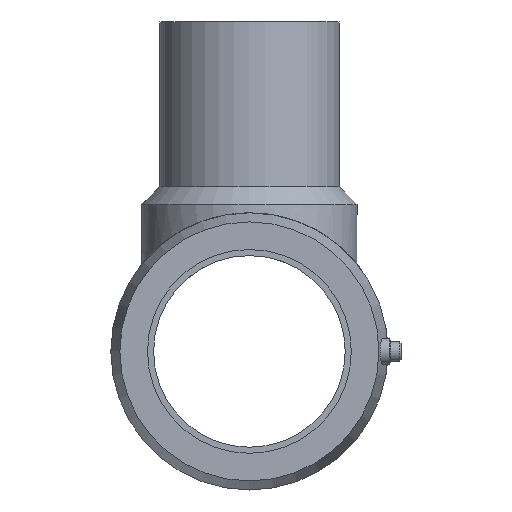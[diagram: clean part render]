
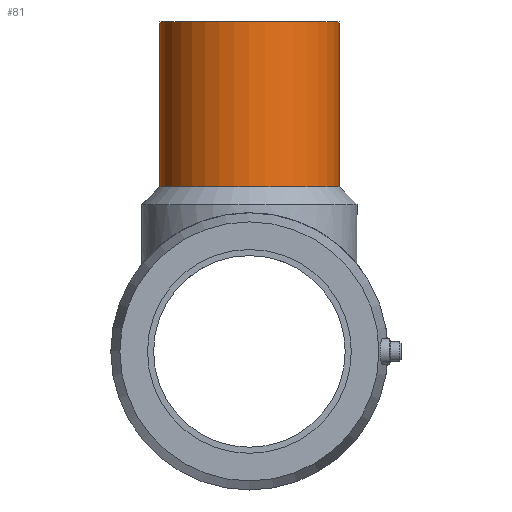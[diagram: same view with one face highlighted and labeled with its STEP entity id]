
A CAD part, left-side view. The second image highlights one B-rep face of the part: STEP entity #81.
In plain terms, the highlighted cylindrical face has radius 55 mm (diameter 110 mm), a full revolution.
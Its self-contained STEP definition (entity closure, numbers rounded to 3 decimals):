
#81 = ADVANCED_FACE( '', ( #192, #193 ), #194, .T. );
#192 = FACE_OUTER_BOUND( '', #357, .T. );
#193 = FACE_OUTER_BOUND( '', #358, .T. );
#194 = CYLINDRICAL_SURFACE( '', #359, 55. );
#357 = EDGE_LOOP( '', ( #534 ) );
#358 = EDGE_LOOP( '', ( #535 ) );
#359 = AXIS2_PLACEMENT_3D( '', #536, #537, #538 );
#534 = ORIENTED_EDGE( '', *, *, #742, .F. );
#535 = ORIENTED_EDGE( '', *, *, #743, .T. );
#536 = CARTESIAN_POINT( '', ( 173.75, 0., 0. ) );
#537 = DIRECTION( '', ( 0., 0., 1. ) );
#538 = DIRECTION( '', ( -1., 0., 0. ) );
#742 = EDGE_CURVE( '', #836, #836, #837, .T. );
#743 = EDGE_CURVE( '', #838, #838, #839, .T. );
#836 = VERTEX_POINT( '', #1114 );
#837 = CIRCLE( '', #1115, 55. );
#838 = VERTEX_POINT( '', #1116 );
#839 = CIRCLE( '', #1117, 55. );
#1114 = CARTESIAN_POINT( '', ( 118.75, 0., 101. ) );
#1115 = AXIS2_PLACEMENT_3D( '', #1718, #1719, #1720 );
#1116 = CARTESIAN_POINT( '', ( 118.75, 0., 202. ) );
#1117 = AXIS2_PLACEMENT_3D( '', #1721, #1722, #1723 );
#1718 = CARTESIAN_POINT( '', ( 173.75, 0., 101. ) );
#1719 = DIRECTION( '', ( 0., 0., -1. ) );
#1720 = DIRECTION( '', ( -1., 0., 0. ) );
#1721 = CARTESIAN_POINT( '', ( 173.75, 0., 202. ) );
#1722 = DIRECTION( '', ( 0., 0., -1. ) );
#1723 = DIRECTION( '', ( -1., 0., 0. ) );
